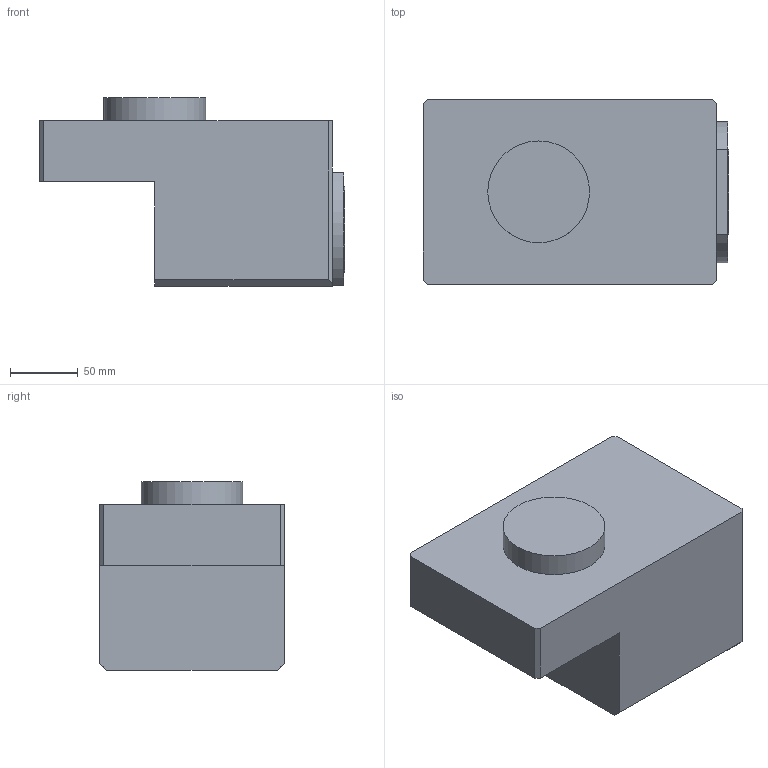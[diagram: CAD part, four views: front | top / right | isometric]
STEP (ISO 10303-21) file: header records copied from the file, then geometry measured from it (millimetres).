
FILE_DESCRIPTION(/* description */ (''),/* implementation_level */ '2;1');
FILE_NAME(/* name */ '1525411444596.stp',/* time_stamp */ '2018-05-04T10:54:24+05:00',/* author */ (''),/* organization */ ('SMS'),/* preprocessor_version */ 'ST-DEVELOPER v15',/* originating_system */ 'SIEMENS PLM Software NX 8.5',/* authorisation */ '');
FILE_SCHEMA (('AUTOMOTIVE_DESIGN { 1 0 10303 214 3 1 1 1 }'));
Length unit declared in the file: millimetre
Products named in the file (1): 201598323mod000_00
Bounding box: 225 x 136 x 139 mm (x, y, z)
Volume: 2775312.4 mm3; surface area: 142067.2 mm2
Topology: 1 solids, 1 shells, 34 faces, 81 edges, 58 vertices
Faces by surface type: plane 22, cylinder 6, cone 6
Full cylindrical faces by diameter (mm): 4 x1, 48.5 x1, 63.015 x1, 75 x1
Entity records: 1069 total; most frequent: CARTESIAN_POINT 224, DIRECTION 172, ORIENTED_EDGE 148, EDGE_CURVE 74, AXIS2_PLACEMENT_3D 61, VERTEX_POINT 52, LINE 50, VECTOR 50
